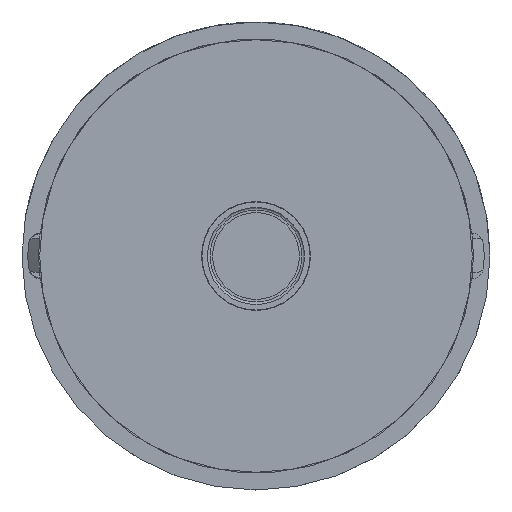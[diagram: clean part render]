
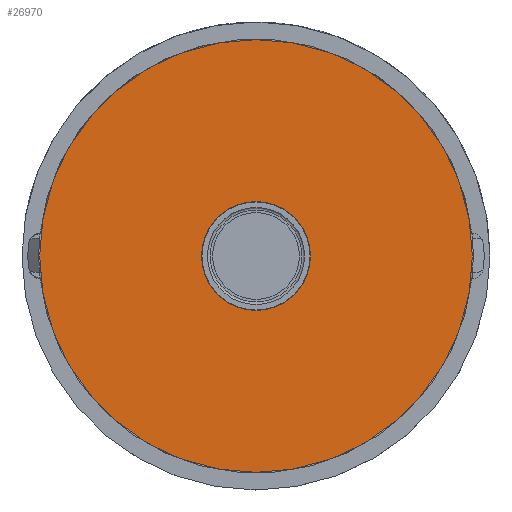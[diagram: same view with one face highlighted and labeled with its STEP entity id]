
A CAD part, front view. The second image highlights one B-rep face of the part: STEP entity #26970.
In plain terms, the highlighted planar face has unit normal (0, -1, 0).
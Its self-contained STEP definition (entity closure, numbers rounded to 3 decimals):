
#26928=CARTESIAN_POINT('',(36.555,86.568,-20.428));
#26929=VERTEX_POINT('',#26928);
#26930=CARTESIAN_POINT('',(36.555,86.568,-26.828));
#26931=DIRECTION('',(0.0,1.0,0.0));
#26932=DIRECTION('',(0.0,0.0,1.0));
#26933=AXIS2_PLACEMENT_3D('',#26930,#26931,#26932);
#26934=CIRCLE('',#26933,6.4);
#26935=EDGE_CURVE('',#26929,#26929,#26934,.T.);
#26951=CARTESIAN_POINT('',(36.555,86.568,-10.915));
#26952=DIRECTION('',(0.0,-1.0,0.0));
#26953=DIRECTION('',(-1.0,0.0,0.0));
#26954=AXIS2_PLACEMENT_3D('',#26951,#26952,#26953);
#26955=PLANE('',#26954);
#26956=CARTESIAN_POINT('',(36.555,86.568,-1.403));
#26957=VERTEX_POINT('',#26956);
#26958=CARTESIAN_POINT('',(36.555,86.568,-26.828));
#26959=DIRECTION('',(0.0,1.0,0.0));
#26960=DIRECTION('',(0.0,0.0,1.0));
#26961=AXIS2_PLACEMENT_3D('',#26958,#26959,#26960);
#26962=CIRCLE('',#26961,25.425);
#26963=EDGE_CURVE('',#26957,#26957,#26962,.T.);
#26964=ORIENTED_EDGE('',*,*,#26963,.F.);
#26965=EDGE_LOOP('',(#26964));
#26966=FACE_OUTER_BOUND('',#26965,.T.);
#26967=ORIENTED_EDGE('',*,*,#26935,.T.);
#26968=EDGE_LOOP('',(#26967));
#26969=FACE_BOUND('',#26968,.T.);
#26970=ADVANCED_FACE('',(#26966,#26969),#26955,.T.);
